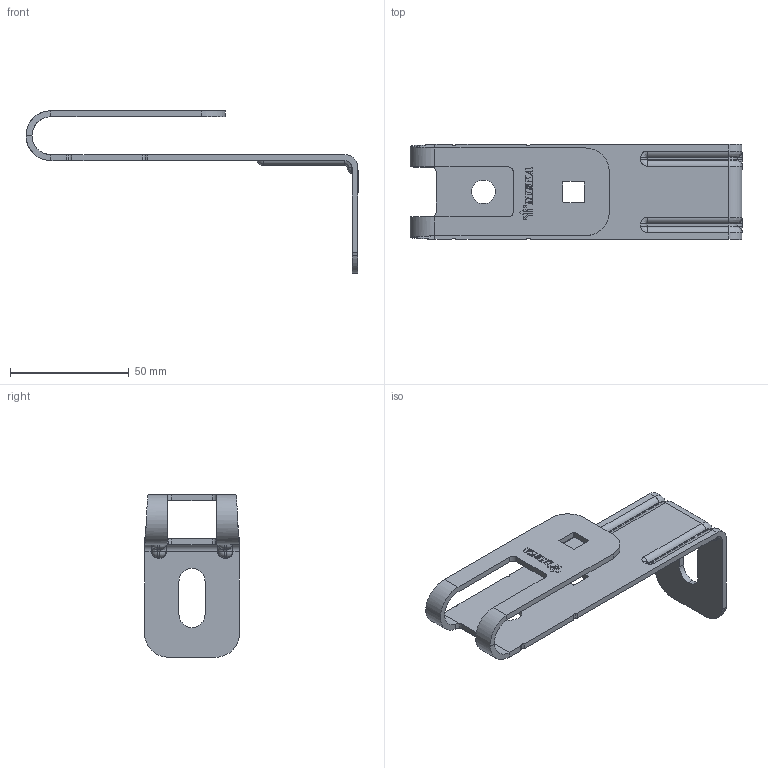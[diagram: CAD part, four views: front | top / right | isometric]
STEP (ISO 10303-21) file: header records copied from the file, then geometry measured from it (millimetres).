
FILE_DESCRIPTION (( 'STEP AP203' ), '1' );
FILE_NAME ('10-04-6367.STEP', '2013-05-14T09:04:35', ( 'asennus' ), ( '' ), 'SwSTEP 2.0', 'SolidWorks 2013', '' );
FILE_SCHEMA (( 'CONFIG_CONTROL_DESIGN' ));
Length unit declared in the file: millimetre
Products named in the file (1): 10-04-6367
Bounding box: 140 x 40 x 68.5 mm (x, y, z)
Volume: 22728.7 mm3; surface area: 20581.8 mm2
Topology: 1 solids, 1 shells, 450 faces, 1218 edges, 784 vertices
Faces by surface type: bspline 216, plane 143, cylinder 75, torus 16
Entity records: 16201 total; most frequent: CARTESIAN_POINT 6129, ORIENTED_EDGE 2436, DIRECTION 1474, EDGE_CURVE 1218, VERTEX_POINT 784, VECTOR 632, LINE 632, EDGE_LOOP 474
